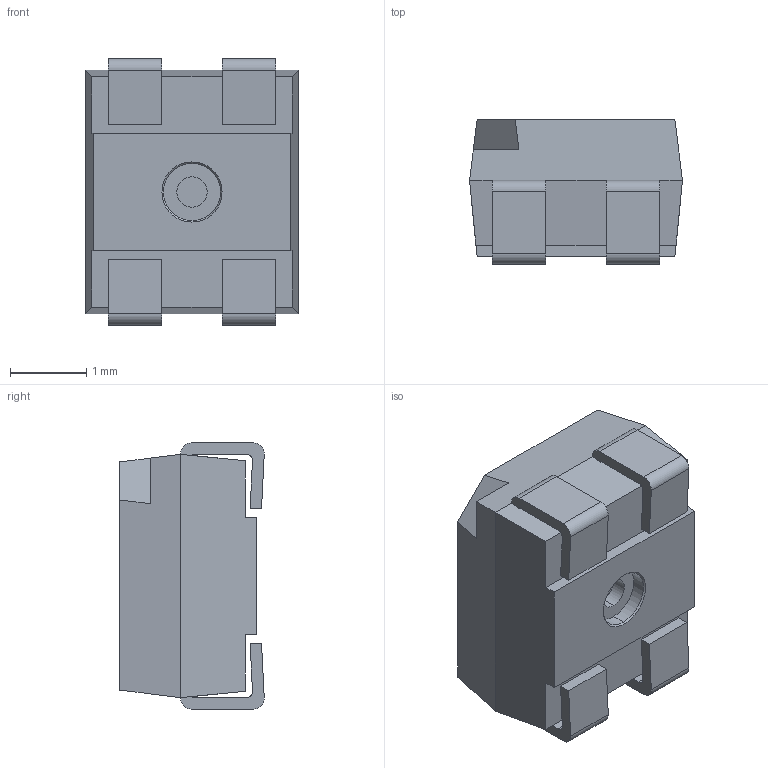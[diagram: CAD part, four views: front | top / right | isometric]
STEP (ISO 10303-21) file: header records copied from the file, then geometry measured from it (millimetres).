
FILE_DESCRIPTION (( 'STEP AP214' ), '1' );
FILE_NAME ('ASMB-MTB1-0A3A2.STEP', '2021-06-18T10:48:56', ( '' ), ( '' ), 'SwSTEP 2.0', 'SolidWorks 2018', '' );
FILE_SCHEMA (( 'AUTOMOTIVE_DESIGN' ));
Length unit declared in the file: millimetre
Products named in the file (2): ASMB-MTB1-0A3A2
Bounding box: 2.8 x 1.9 x 3.5 mm (x, y, z)
Volume: 13.8 mm3; surface area: 51.9 mm2
Topology: 1 solids, 1 shells, 90 faces, 232 edges, 150 vertices
Faces by surface type: plane 70, cylinder 18, cone 2
Entity records: 3741 total; most frequent: CARTESIAN_POINT 474, ORIENTED_EDGE 464, DIRECTION 454, EDGE_CURVE 232, LINE 194, VECTOR 194, VERTEX_POINT 150, AXIS2_PLACEMENT_3D 130
